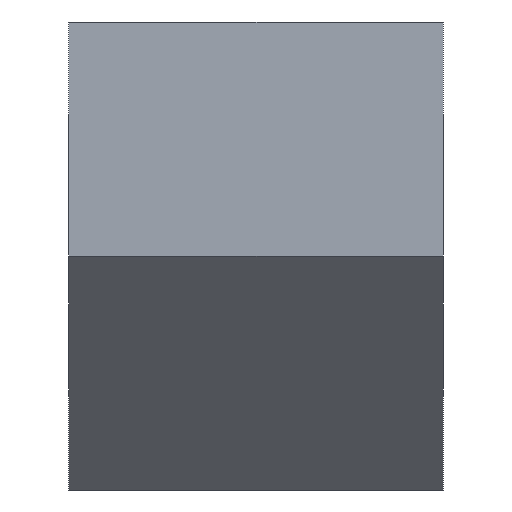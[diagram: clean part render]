
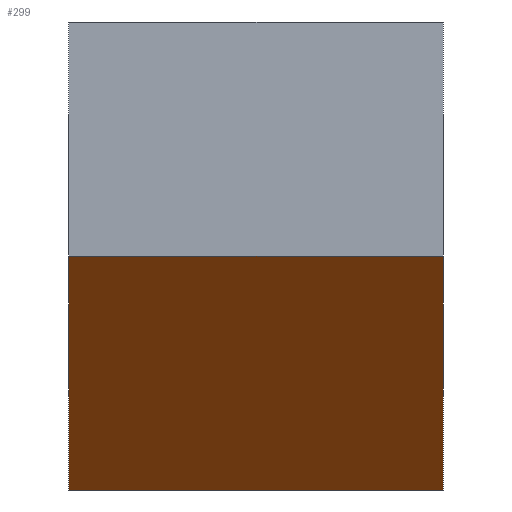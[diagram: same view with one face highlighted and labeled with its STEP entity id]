
A CAD part, left-side view. The second image highlights one B-rep face of the part: STEP entity #299.
In plain terms, the highlighted planar face has unit normal (-0.707, 0, -0.707).
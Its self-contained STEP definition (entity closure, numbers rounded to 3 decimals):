
#22=DIRECTION('',(0.707,0.,-0.707));
#23=VECTOR('',#22,14.142);
#24=CARTESIAN_POINT('',(0.,0.,-10.));
#25=LINE('',#24,#23);
#74=DIRECTION('',(-0.707,0.,0.707));
#75=VECTOR('',#74,14.142);
#76=CARTESIAN_POINT('',(10.,16.,-20.));
#77=LINE('',#76,#75);
#106=DIRECTION('',(0.,-1.,0.));
#107=VECTOR('',#106,16.);
#108=CARTESIAN_POINT('',(10.,16.,-20.));
#109=LINE('',#108,#107);
#126=DIRECTION('',(0.,-1.,0.));
#127=VECTOR('',#126,16.);
#128=CARTESIAN_POINT('',(0.,16.,-10.));
#129=LINE('',#128,#127);
#154=CARTESIAN_POINT('',(0.,0.,-10.));
#155=CARTESIAN_POINT('',(10.,0.,-20.));
#156=VERTEX_POINT('',#154);
#157=VERTEX_POINT('',#155);
#158=CARTESIAN_POINT('',(10.,16.,-20.));
#159=VERTEX_POINT('',#158);
#160=CARTESIAN_POINT('',(0.,16.,-10.));
#161=VERTEX_POINT('',#160);
#286=CARTESIAN_POINT('',(5.,8.,-15.));
#287=DIRECTION('',(-0.707,0.,-0.707));
#288=DIRECTION('',(0.707,0.,-0.707));
#289=AXIS2_PLACEMENT_3D('',#286,#287,#288);
#290=PLANE('',#289);
#291=ORIENTED_EDGE('',*,*,#175,.T.);
#293=ORIENTED_EDGE('',*,*,#292,.F.);
#294=ORIENTED_EDGE('',*,*,#235,.T.);
#296=ORIENTED_EDGE('',*,*,#295,.T.);
#297=EDGE_LOOP('',(#291,#293,#294,#296));
#298=FACE_OUTER_BOUND('',#297,.F.);
#299=ADVANCED_FACE('',(#298),#290,.T.);
#175=EDGE_CURVE('',#156,#157,#25,.T.);
#235=EDGE_CURVE('',#159,#161,#77,.T.);
#292=EDGE_CURVE('',#159,#157,#109,.T.);
#295=EDGE_CURVE('',#161,#156,#129,.T.);
